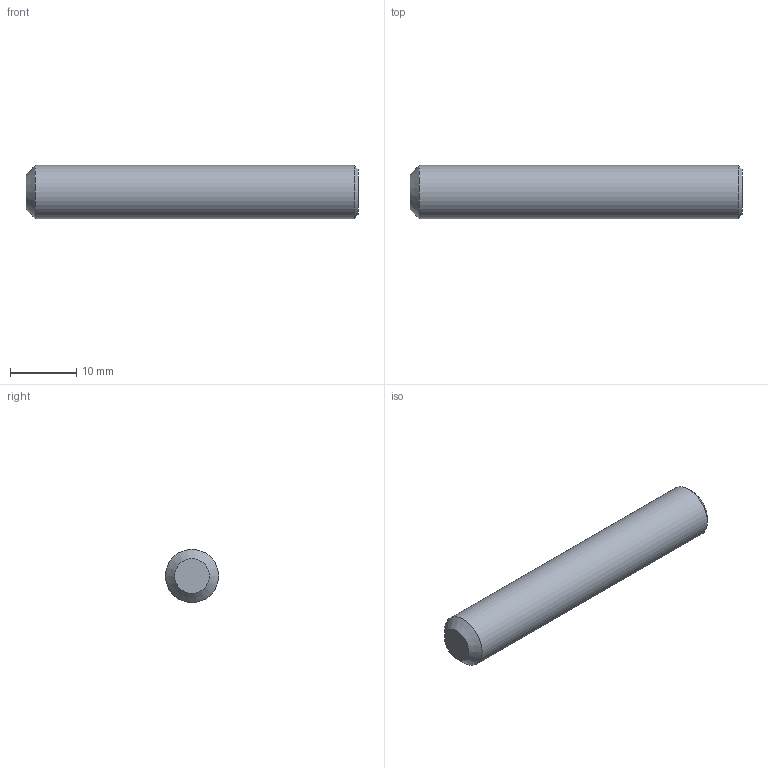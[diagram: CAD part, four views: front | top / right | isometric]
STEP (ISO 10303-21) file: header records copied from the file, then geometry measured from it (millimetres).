
FILE_DESCRIPTION (( 'STEP AP203' ), '1' );
FILE_NAME ('58300-240-50.step', '2019-12-16T13:59:06', ( '' ), ( '' ), 'SwSTEP 2.0', 'SolidWorks 2015', '' );
FILE_SCHEMA (( 'CONFIG_CONTROL_DESIGN' ));
Length unit declared in the file: millimetre
Products named in the file (2): 58300-240-50
Bounding box: 50 x 8 x 8 mm (x, y, z)
Volume: 2412.9 mm3; surface area: 1397.6 mm2
Topology: 1 solids, 1 shells, 296 faces, 785 edges, 522 vertices
Faces by surface type: bspline 152, plane 140, cone 3, cylinder 1
Full cylindrical faces by diameter (mm): 8 x1
Entity records: 18115 total; most frequent: CARTESIAN_POINT 11677, ORIENTED_EDGE 1556, EDGE_CURVE 778, DIRECTION 776, VERTEX_POINT 518, LINE 464, VECTOR 464, EDGE_LOOP 330
